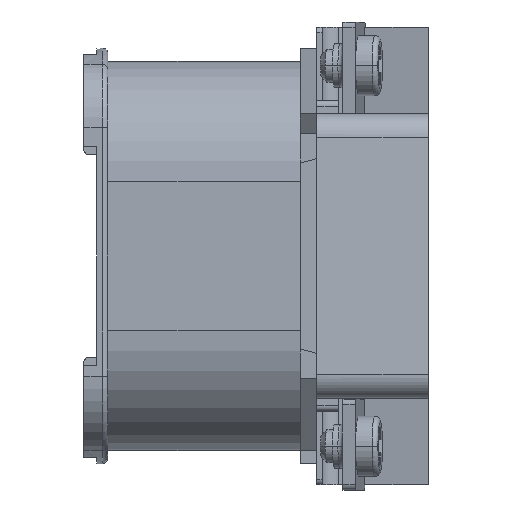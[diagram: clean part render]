
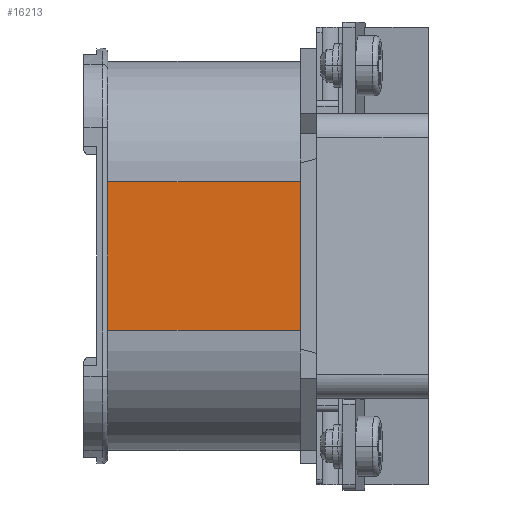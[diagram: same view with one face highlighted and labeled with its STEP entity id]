
A CAD part, left-side view. The second image highlights one B-rep face of the part: STEP entity #16213.
In plain terms, the highlighted planar face has unit normal (-1, 0, 0).
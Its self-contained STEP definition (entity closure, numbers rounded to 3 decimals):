
#193 = DIRECTION ( 'NONE',  ( 0., 0., -1. ) ) ;
#1032 = ORIENTED_EDGE ( 'NONE', *, *, #11818, .T. ) ;
#1196 = VERTEX_POINT ( 'NONE', #3951 ) ;
#1288 = CARTESIAN_POINT ( 'NONE',  ( -14.5, 29.3, 6.8 ) ) ;
#1444 = CARTESIAN_POINT ( 'NONE',  ( -14.5, 29.3, 17.8 ) ) ;
#1514 = ORIENTED_EDGE ( 'NONE', *, *, #8420, .T. ) ;
#2631 = CARTESIAN_POINT ( 'NONE',  ( -14.5, 29.3, 17.8 ) ) ;
#3500 = AXIS2_PLACEMENT_3D ( 'NONE', #2631, #8132, #193 ) ;
#3951 = CARTESIAN_POINT ( 'NONE',  ( -14.5, 11.7, 6.8 ) ) ;
#3981 = PLANE ( 'NONE',  #3500 ) ;
#5375 = VERTEX_POINT ( 'NONE', #1288 ) ;
#5573 = CARTESIAN_POINT ( 'NONE',  ( -14.5, 29.3, -6.8 ) ) ;
#6137 = LINE ( 'NONE', #1444, #8640 ) ;
#6323 = CARTESIAN_POINT ( 'NONE',  ( -14.5, 29.3, 6.8 ) ) ;
#6745 = VECTOR ( 'NONE', #10397, 1000. ) ;
#7031 = VECTOR ( 'NONE', #12700, 1000. ) ;
#7483 = EDGE_LOOP ( 'NONE', ( #14645, #1032, #1514, #11692 ) ) ;
#7815 = VERTEX_POINT ( 'NONE', #5573 ) ;
#8132 = DIRECTION ( 'NONE',  ( 1., 0., 0. ) ) ;
#8420 = EDGE_CURVE ( 'NONE', #9616, #1196, #16301, .T. ) ;
#8477 = FACE_OUTER_BOUND ( 'NONE', #7483, .T. ) ;
#8640 = VECTOR ( 'NONE', #16019, 1000. ) ;
#9461 = VECTOR ( 'NONE', #13209, 1000. ) ;
#9616 = VERTEX_POINT ( 'NONE', #14178 ) ;
#10277 = EDGE_CURVE ( 'NONE', #7815, #5375, #6137, .T. ) ;
#10397 = DIRECTION ( 'NONE',  ( 0., 1., 0. ) ) ;
#11692 = ORIENTED_EDGE ( 'NONE', *, *, #15115, .T. ) ;
#11818 = EDGE_CURVE ( 'NONE', #7815, #9616, #12190, .T. ) ;
#12190 = LINE ( 'NONE', #14462, #9461 ) ;
#12700 = DIRECTION ( 'NONE',  ( 0., 0., 1. ) ) ;
#13209 = DIRECTION ( 'NONE',  ( 0., -1., 0. ) ) ;
#14178 = CARTESIAN_POINT ( 'NONE',  ( -14.5, 11.7, -6.8 ) ) ;
#14354 = LINE ( 'NONE', #6323, #6745 ) ;
#14462 = CARTESIAN_POINT ( 'NONE',  ( -14.5, 29.3, -6.8 ) ) ;
#14645 = ORIENTED_EDGE ( 'NONE', *, *, #10277, .F. ) ;
#15115 = EDGE_CURVE ( 'NONE', #1196, #5375, #14354, .T. ) ;
#16019 = DIRECTION ( 'NONE',  ( 0., 0., 1. ) ) ;
#16213 = ADVANCED_FACE ( 'NONE', ( #8477 ), #3981, .F. ) ;
#16301 = LINE ( 'NONE', #16646, #7031 ) ;
#16646 = CARTESIAN_POINT ( 'NONE',  ( -14.5, 11.7, 17.8 ) ) ;
